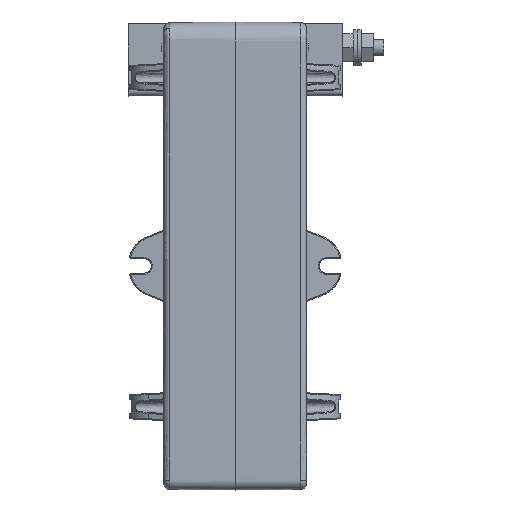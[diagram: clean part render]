
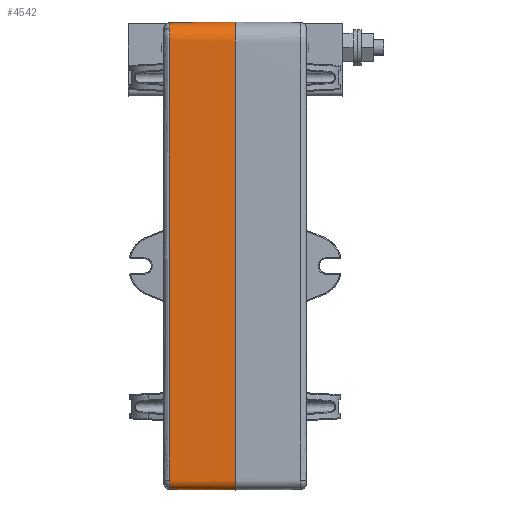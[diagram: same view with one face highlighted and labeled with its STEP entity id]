
A CAD part, left-side view. The second image highlights one B-rep face of the part: STEP entity #4542.
In plain terms, the highlighted free-form (B-spline) face has degree [2, 1] with [9, 2] control points.
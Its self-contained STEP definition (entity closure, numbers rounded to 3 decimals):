
#529=(
BOUNDED_SURFACE()
B_SPLINE_SURFACE(2,1,((#59011,#59012),(#59013,#59014),(#59015,#59016),(#59017,
#59018),(#59019,#59020),(#59021,#59022),(#59023,#59024),(#59025,#59026),
(#59027,#59028)),.UNSPECIFIED.,.F.,.F.,.F.)
B_SPLINE_SURFACE_WITH_KNOTS((3,2,2,2,3),(2,2),(0.,0.48,0.497,
0.967,1.),(0.,1.),.UNSPECIFIED.)
GEOMETRIC_REPRESENTATION_ITEM()
RATIONAL_B_SPLINE_SURFACE(((1.,1.),(1.,1.),(1.,1.),(0.707,0.707),
(1.,1.),(1.,1.),(1.,1.),(0.707,0.707),(1.,1.)))
REPRESENTATION_ITEM('')
SURFACE()
);
#1167=B_SPLINE_CURVE_WITH_KNOTS('',1,(#49598,#49599),.UNSPECIFIED.,.F.,
 .F.,(2,2),(0.,1.),.UNSPECIFIED.);
#1168=B_SPLINE_CURVE_WITH_KNOTS('',1,(#49608,#49609),.UNSPECIFIED.,.F.,
 .F.,(2,2),(0.,1.),.UNSPECIFIED.);
#1740=(
BOUNDED_CURVE()
B_SPLINE_CURVE(2,(#47393,#47394,#47395,#47396,#47397),.UNSPECIFIED.,.F.,
 .F.)
B_SPLINE_CURVE_WITH_KNOTS((3,2,3),(0.,0.034,1.),
 .UNSPECIFIED.)
CURVE()
GEOMETRIC_REPRESENTATION_ITEM()
RATIONAL_B_SPLINE_CURVE((0.854,0.854,1.,1.,1.))
REPRESENTATION_ITEM('')
);
#1742=(
BOUNDED_CURVE()
B_SPLINE_CURVE(2,(#47435,#47436,#47437),.UNSPECIFIED.,.F.,.F.)
B_SPLINE_CURVE_WITH_KNOTS((3,3),(0.,1.),.UNSPECIFIED.)
CURVE()
GEOMETRIC_REPRESENTATION_ITEM()
RATIONAL_B_SPLINE_CURVE((1.,0.707,1.))
REPRESENTATION_ITEM('')
);
#1782=(
BOUNDED_CURVE()
B_SPLINE_CURVE(2,(#49568,#49569,#49570,#49571,#49572,#49573,#49574,#49575,
#49576),.UNSPECIFIED.,.F.,.F.)
B_SPLINE_CURVE_WITH_KNOTS((3,2,2,2,3),(0.,0.48,0.497,
0.967,1.),.UNSPECIFIED.)
CURVE()
GEOMETRIC_REPRESENTATION_ITEM()
RATIONAL_B_SPLINE_CURVE((1.,1.,1.,0.707,1.,1.,1.,0.707,
1.))
REPRESENTATION_ITEM('')
);
#1798=(
BOUNDED_CURVE()
B_SPLINE_CURVE(2,(#51120,#51121,#51122),.UNSPECIFIED.,.F.,.F.)
B_SPLINE_CURVE_WITH_KNOTS((3,3),(0.,1.),.UNSPECIFIED.)
CURVE()
GEOMETRIC_REPRESENTATION_ITEM()
RATIONAL_B_SPLINE_CURVE((1.,0.854,0.854))
REPRESENTATION_ITEM('')
);
#1893=(
BOUNDED_CURVE()
B_SPLINE_CURVE(2,(#59008,#59009,#59010),.UNSPECIFIED.,.F.,.F.)
B_SPLINE_CURVE_WITH_KNOTS((3,3),(0.,1.),.UNSPECIFIED.)
CURVE()
GEOMETRIC_REPRESENTATION_ITEM()
RATIONAL_B_SPLINE_CURVE((1.,1.,1.))
REPRESENTATION_ITEM('')
);
#4542=ADVANCED_FACE('',(#6210),#529,.T.);
#6210=FACE_OUTER_BOUND('',#7814,.T.);
#7814=EDGE_LOOP('',(#16181,#16182,#16183,#16184,#16185,#16186,#16187));
#16181=ORIENTED_EDGE('',*,*,#21328,.F.);
#16182=ORIENTED_EDGE('',*,*,#21777,.T.);
#16183=ORIENTED_EDGE('',*,*,#21174,.T.);
#16184=ORIENTED_EDGE('',*,*,#21177,.T.);
#16185=ORIENTED_EDGE('',*,*,#22911,.T.);
#16186=ORIENTED_EDGE('',*,*,#21326,.T.);
#16187=ORIENTED_EDGE('',*,*,#21315,.T.);
#17767=VERTEX_POINT('',#47391);
#17769=VERTEX_POINT('',#47398);
#17771=VERTEX_POINT('',#47438);
#17905=VERTEX_POINT('',#49531);
#17907=VERTEX_POINT('',#49566);
#17908=VERTEX_POINT('',#49567);
#17919=VERTEX_POINT('',#49607);
#21174=EDGE_CURVE('',#17769,#17767,#1740,.T.);
#21177=EDGE_CURVE('',#17767,#17771,#1742,.T.);
#21315=EDGE_CURVE('',#17908,#17907,#1782,.T.);
#21326=EDGE_CURVE('',#17905,#17908,#1167,.T.);
#21328=EDGE_CURVE('',#17919,#17907,#1168,.T.);
#21777=EDGE_CURVE('',#17919,#17769,#1798,.T.);
#22911=EDGE_CURVE('',#17771,#17905,#1893,.T.);
#47391=CARTESIAN_POINT('',(0.144,16.513,2.5));
#47393=CARTESIAN_POINT('',(1.566,16.513,116.434));
#47394=CARTESIAN_POINT('',(0.144,16.513,115.011));
#47395=CARTESIAN_POINT('',(0.144,16.513,113.));
#47396=CARTESIAN_POINT('',(0.144,16.513,57.75));
#47397=CARTESIAN_POINT('',(0.144,16.513,2.5));
#47398=CARTESIAN_POINT('',(1.566,16.513,116.434));
#47435=CARTESIAN_POINT('',(0.144,16.513,2.5));
#47436=CARTESIAN_POINT('',(0.144,16.513,0.144));
#47437=CARTESIAN_POINT('',(2.5,16.513,0.144));
#47438=CARTESIAN_POINT('',(2.5,16.513,0.144));
#49531=CARTESIAN_POINT('',(115.5,16.513,0.144));
#49566=CARTESIAN_POINT('',(5.,0.,118.));
#49567=CARTESIAN_POINT('',(115.5,0.,0.));
#49568=CARTESIAN_POINT('',(115.5,0.,0.));
#49569=CARTESIAN_POINT('',(59.,0.,0.));
#49570=CARTESIAN_POINT('',(2.5,0.,0.));
#49571=CARTESIAN_POINT('',(0.,0.,0.));
#49572=CARTESIAN_POINT('',(0.,0.,2.5));
#49573=CARTESIAN_POINT('',(0.,0.,57.75));
#49574=CARTESIAN_POINT('',(0.,0.,113.));
#49575=CARTESIAN_POINT('',(0.,0.,118.));
#49576=CARTESIAN_POINT('',(5.,0.,118.));
#49598=CARTESIAN_POINT('',(115.5,16.513,0.144));
#49599=CARTESIAN_POINT('',(115.5,0.,0.));
#49607=CARTESIAN_POINT('',(5.,16.513,117.856));
#49608=CARTESIAN_POINT('',(5.,16.513,117.856));
#49609=CARTESIAN_POINT('',(5.,0.,118.));
#51120=CARTESIAN_POINT('',(5.,16.513,117.856));
#51121=CARTESIAN_POINT('',(2.989,16.513,117.856));
#51122=CARTESIAN_POINT('',(1.566,16.513,116.434));
#59008=CARTESIAN_POINT('',(2.5,16.513,0.144));
#59009=CARTESIAN_POINT('',(59.,16.513,0.144));
#59010=CARTESIAN_POINT('',(115.5,16.513,0.144));
#59011=CARTESIAN_POINT('',(115.5,0.,0.));
#59012=CARTESIAN_POINT('',(115.5,18.,0.157));
#59013=CARTESIAN_POINT('',(59.,0.,0.));
#59014=CARTESIAN_POINT('',(59.,18.,0.157));
#59015=CARTESIAN_POINT('',(2.5,0.,0.));
#59016=CARTESIAN_POINT('',(2.5,18.,0.157));
#59017=CARTESIAN_POINT('',(0.,0.,0.));
#59018=CARTESIAN_POINT('',(0.157,18.,0.157));
#59019=CARTESIAN_POINT('',(0.,0.,2.5));
#59020=CARTESIAN_POINT('',(0.157,18.,2.5));
#59021=CARTESIAN_POINT('',(0.,0.,57.75));
#59022=CARTESIAN_POINT('',(0.157,18.,57.75));
#59023=CARTESIAN_POINT('',(0.,0.,113.));
#59024=CARTESIAN_POINT('',(0.157,18.,113.));
#59025=CARTESIAN_POINT('',(0.,0.,118.));
#59026=CARTESIAN_POINT('',(0.157,18.,117.843));
#59027=CARTESIAN_POINT('',(5.,0.,118.));
#59028=CARTESIAN_POINT('',(5.,18.,117.843));
